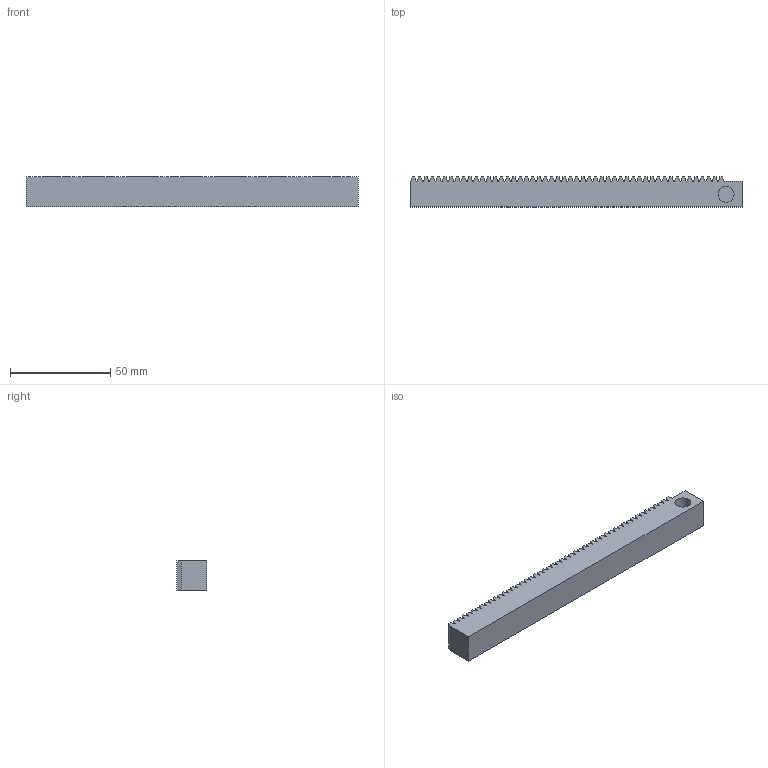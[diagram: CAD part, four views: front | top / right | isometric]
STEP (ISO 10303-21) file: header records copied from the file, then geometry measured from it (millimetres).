
FILE_DESCRIPTION( ( 'STEP AP214' ), '1' );
FILE_NAME( 'Racks ZCR-1.0-150.stp', '2022-03-04T12:09:21', ( 'License CC BY-ND 4.0' ), ( 'CADENAS' ), ' ', 'PARTsolutions', ' ' );
FILE_SCHEMA( ( 'AUTOMOTIVE_DESIGN { 1 0 10303 214 1 1 1 1 }' ) );
Length unit declared in the file: millimetre
Products named in the file (1): _Racks ZCR-1.0-150
Bounding box: 166 x 15 x 15 mm (x, y, z)
Volume: 34584.1 mm3; surface area: 12667.9 mm2
Topology: 1 solids, 1 shells, 210 faces, 618 edges, 412 vertices
Faces by surface type: plane 208, cylinder 2
Full cylindrical faces by diameter (mm): 8 x2
Entity records: 8532 total; most frequent: CARTESIAN_POINT 1239, ORIENTED_EDGE 1232, DIRECTION 1042, EDGE_CURVE 616, LINE 612, VECTOR 612, VERTEX_POINT 412, AXIS2_PLACEMENT_3D 215
